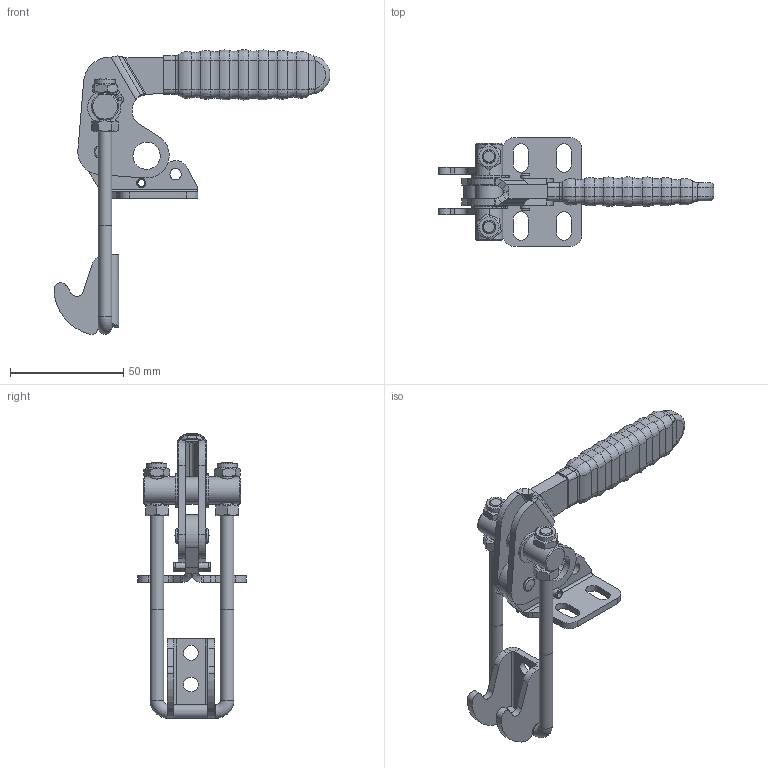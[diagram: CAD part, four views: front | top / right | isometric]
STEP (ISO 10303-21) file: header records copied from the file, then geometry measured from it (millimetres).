
FILE_DESCRIPTION(/* description */ (''),/* implementation_level */ '2;1');
FILE_NAME(/* name */ 'HC24V-100.stp',/* time_stamp */ '2022-03-08T14:03:41+00:00',/* author */ ('Sandfield Engineering'),/* organization */ ('Sandfield Engineering'),/* preprocessor_version */ 'ST-DEVELOPER v18.1',/* originating_system */ 'Autodesk Inventor 2021',/* authorisation */ '');
FILE_SCHEMA (('AUTOMOTIVE_DESIGN { 1 0 10303 214 3 1 1 }'));
Length unit declared in the file: millimetre
Products named in the file (6): HC24V-100; HC24V-100_1; HC24V-100_1_1; HC24V-100_2; HC24V-100_3; HC24V-100_4
Assembly tree (5 placements, depth 2):
  HC24V-100
    HC24V-100_1
    HC24V-100_1_1
    HC24V-100_2
    HC24V-100_3
    HC24V-100_4
Bounding box: 121.72 x 48 x 125.51 mm (x, y, z)
Volume: 48692.3 mm3; surface area: 31606.4 mm2
Topology: 9 solids, 10 shells, 447 faces, 1112 edges, 692 vertices
Faces by surface type: cylinder 190, plane 144, bspline 50, torus 36, cone 25, sphere 2
Full cylindrical faces by diameter (mm): 1.7 x4, 4.917 x4, 5 x1, 5.99 x2, 6 x7, 6.35 x2, 6.5 x2, 8.9 x2, 9.525 x2, 11.5 x2, 12 x3
Entity records: 15461 total; most frequent: CARTESIAN_POINT 4318, DIRECTION 2324, ORIENTED_EDGE 2236, EDGE_CURVE 1118, AXIS2_PLACEMENT_3D 908, VERTEX_POINT 700, LINE 508, VECTOR 508
